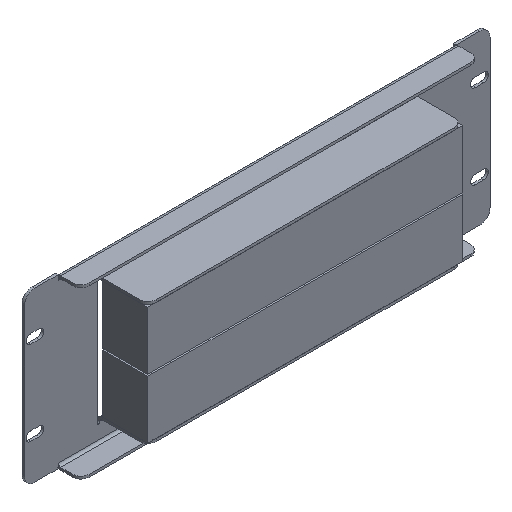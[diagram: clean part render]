
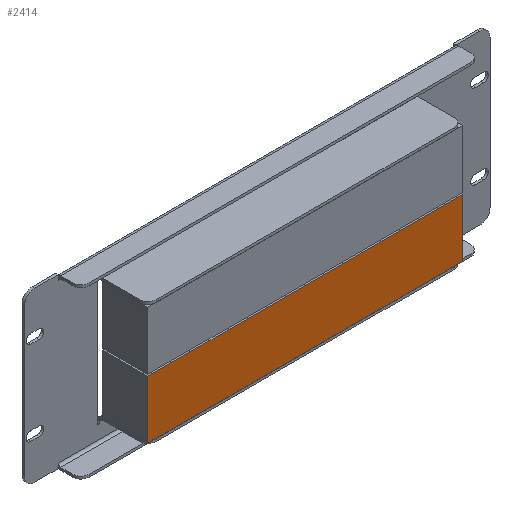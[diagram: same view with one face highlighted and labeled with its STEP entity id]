
A CAD part, isometric view. The second image highlights one B-rep face of the part: STEP entity #2414.
In plain terms, the highlighted planar face has unit normal (0, -1, 0).
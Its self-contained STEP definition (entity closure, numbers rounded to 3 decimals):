
#66 = DIRECTION ( 'NONE',  ( -1., 0., 0. ) ) ;
#86 = DIRECTION ( 'NONE',  ( 0., 0., 1. ) ) ;
#195 = VERTEX_POINT ( 'NONE', #1859 ) ;
#226 = LINE ( 'NONE', #1156, #867 ) ;
#282 = VERTEX_POINT ( 'NONE', #1391 ) ;
#290 = EDGE_CURVE ( 'NONE', #282, #1423, #226, .T. ) ;
#460 = VECTOR ( 'NONE', #66, 1000. ) ;
#644 = DIRECTION ( 'NONE',  ( 1., 0., 0. ) ) ;
#696 = LINE ( 'NONE', #2519, #1809 ) ;
#842 = ORIENTED_EDGE ( 'NONE', *, *, #2847, .F. ) ;
#867 = VECTOR ( 'NONE', #932, 1000. ) ;
#880 = CARTESIAN_POINT ( 'NONE',  ( 93.5, 0., 17.25 ) ) ;
#932 = DIRECTION ( 'NONE',  ( 0., 0., -1. ) ) ;
#958 = AXIS2_PLACEMENT_3D ( 'NONE', #1704, #2178, #86 ) ;
#1078 = VERTEX_POINT ( 'NONE', #1850 ) ;
#1156 = CARTESIAN_POINT ( 'NONE',  ( 93.5, 0., 17.25 ) ) ;
#1231 = FACE_OUTER_BOUND ( 'NONE', #2228, .T. ) ;
#1391 = CARTESIAN_POINT ( 'NONE',  ( 93.5, 0., 17.25 ) ) ;
#1423 = VERTEX_POINT ( 'NONE', #2057 ) ;
#1426 = EDGE_CURVE ( 'NONE', #195, #282, #2975, .T. ) ;
#1600 = DIRECTION ( 'NONE',  ( 0., 0., 1. ) ) ;
#1607 = VECTOR ( 'NONE', #644, 1000. ) ;
#1704 = CARTESIAN_POINT ( 'NONE',  ( 0., 0., 0. ) ) ;
#1809 = VECTOR ( 'NONE', #1600, 1000. ) ;
#1850 = CARTESIAN_POINT ( 'NONE',  ( -93.5, 0., -17.25 ) ) ;
#1859 = CARTESIAN_POINT ( 'NONE',  ( -93.5, 0., 17.25 ) ) ;
#1890 = EDGE_CURVE ( 'NONE', #1078, #195, #696, .T. ) ;
#1947 = LINE ( 'NONE', #2832, #460 ) ;
#2057 = CARTESIAN_POINT ( 'NONE',  ( 93.5, 0., -17.25 ) ) ;
#2135 = PLANE ( 'NONE',  #958 ) ;
#2178 = DIRECTION ( 'NONE',  ( 0., 1., 0. ) ) ;
#2228 = EDGE_LOOP ( 'NONE', ( #2369, #842, #2459, #2466 ) ) ;
#2369 = ORIENTED_EDGE ( 'NONE', *, *, #1890, .F. ) ;
#2414 = ADVANCED_FACE ( 'NONE', ( #1231 ), #2135, .F. ) ;
#2459 = ORIENTED_EDGE ( 'NONE', *, *, #290, .F. ) ;
#2466 = ORIENTED_EDGE ( 'NONE', *, *, #1426, .F. ) ;
#2519 = CARTESIAN_POINT ( 'NONE',  ( -93.5, 0., 17.25 ) ) ;
#2832 = CARTESIAN_POINT ( 'NONE',  ( 93.5, 0., -17.25 ) ) ;
#2847 = EDGE_CURVE ( 'NONE', #1423, #1078, #1947, .T. ) ;
#2975 = LINE ( 'NONE', #880, #1607 ) ;
